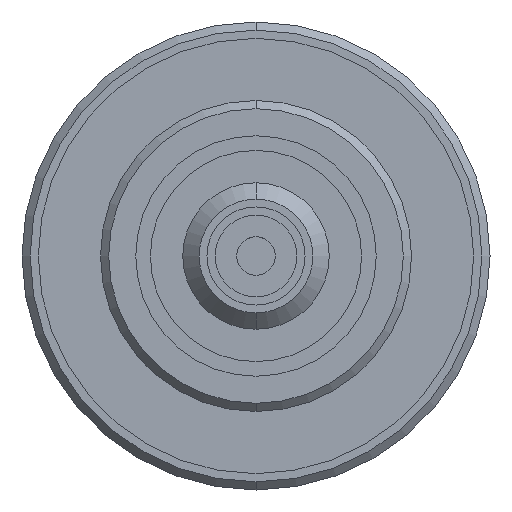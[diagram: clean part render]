
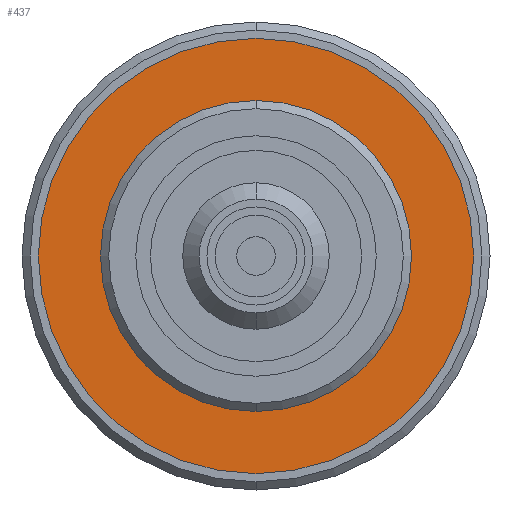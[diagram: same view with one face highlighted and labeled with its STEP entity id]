
A CAD part, front view. The second image highlights one B-rep face of the part: STEP entity #437.
In plain terms, the highlighted planar face has unit normal (0, -1, 0).
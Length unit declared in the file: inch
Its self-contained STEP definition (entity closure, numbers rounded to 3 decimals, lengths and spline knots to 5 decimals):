
#321 = VERTEX_POINT ( 'NONE', #1800 ) ;
#322 = EDGE_CURVE ( 'NONE', #355, #390, #1658, .T. ) ;
#355 = VERTEX_POINT ( 'NONE', #1680 ) ;
#390 = VERTEX_POINT ( 'NONE', #1787 ) ;
#406 = EDGE_CURVE ( 'NONE', #419, #321, #1690, .T. ) ;
#419 = VERTEX_POINT ( 'NONE', #1706 ) ;
#425 = ORIENTED_EDGE ( 'NONE', *, *, #322, .F. ) ;
#427 = ORIENTED_EDGE ( 'NONE', *, *, #552, .F. ) ;
#430 = ORIENTED_EDGE ( 'NONE', *, *, #406, .F. ) ;
#436 = EDGE_LOOP ( 'NONE', ( #548, #430 ) ) ;
#437 = ADVANCED_FACE ( 'NONE', ( #1957, #2031 ), #2050, .F. ) ;
#440 = EDGE_LOOP ( 'NONE', ( #427, #425 ) ) ;
#548 = ORIENTED_EDGE ( 'NONE', *, *, #558, .F. ) ;
#552 = EDGE_CURVE ( 'NONE', #390, #355, #2171, .T. ) ;
#558 = EDGE_CURVE ( 'NONE', #321, #419, #2188, .T. ) ;
#1658 = CIRCLE ( 'NONE', #1768, 0.19 ) ;
#1680 = CARTESIAN_POINT ( 'NONE',  ( 0., 0., -0.19 ) ) ;
#1688 = DIRECTION ( 'NONE',  ( 0., 0., 1. ) ) ;
#1689 = AXIS2_PLACEMENT_3D ( 'NONE', #1703, #1699, #1688 ) ;
#1690 = CIRCLE ( 'NONE', #1689, 0.266 ) ;
#1699 = DIRECTION ( 'NONE',  ( 0., 1., 0. ) ) ;
#1703 = CARTESIAN_POINT ( 'NONE',  ( 0., 0., 0. ) ) ;
#1706 = CARTESIAN_POINT ( 'NONE',  ( 0., 0., 0.266 ) ) ;
#1768 = AXIS2_PLACEMENT_3D ( 'NONE', #1837, #1836, #1835 ) ;
#1787 = CARTESIAN_POINT ( 'NONE',  ( 0., 0., 0.19 ) ) ;
#1800 = CARTESIAN_POINT ( 'NONE',  ( 0., 0., -0.266 ) ) ;
#1835 = DIRECTION ( 'NONE',  ( 0., 0., 1. ) ) ;
#1836 = DIRECTION ( 'NONE',  ( 0., -1., 0. ) ) ;
#1837 = CARTESIAN_POINT ( 'NONE',  ( 0., 0., 0. ) ) ;
#1897 = DIRECTION ( 'NONE',  ( 0., 1., 0. ) ) ;
#1902 = DIRECTION ( 'NONE',  ( 0., 0., 1. ) ) ;
#1957 = FACE_OUTER_BOUND ( 'NONE', #436, .T. ) ;
#2028 = AXIS2_PLACEMENT_3D ( 'NONE', #2048, #1897, #1902 ) ;
#2031 = FACE_BOUND ( 'NONE', #440, .T. ) ;
#2048 = CARTESIAN_POINT ( 'NONE',  ( 0., 0., 0. ) ) ;
#2050 = PLANE ( 'NONE',  #2028 ) ;
#2126 = DIRECTION ( 'NONE',  ( 0., 0., 1. ) ) ;
#2171 = CIRCLE ( 'NONE', #2219, 0.19 ) ;
#2174 = DIRECTION ( 'NONE',  ( 0., 0., 1. ) ) ;
#2175 = DIRECTION ( 'NONE',  ( 0., 1., 0. ) ) ;
#2176 = CARTESIAN_POINT ( 'NONE',  ( 0., 0., 0. ) ) ;
#2186 = CARTESIAN_POINT ( 'NONE',  ( 0., 0., 0. ) ) ;
#2188 = CIRCLE ( 'NONE', #2189, 0.266 ) ;
#2189 = AXIS2_PLACEMENT_3D ( 'NONE', #2176, #2175, #2174 ) ;
#2219 = AXIS2_PLACEMENT_3D ( 'NONE', #2186, #2249, #2126 ) ;
#2249 = DIRECTION ( 'NONE',  ( 0., -1., 0. ) ) ;
